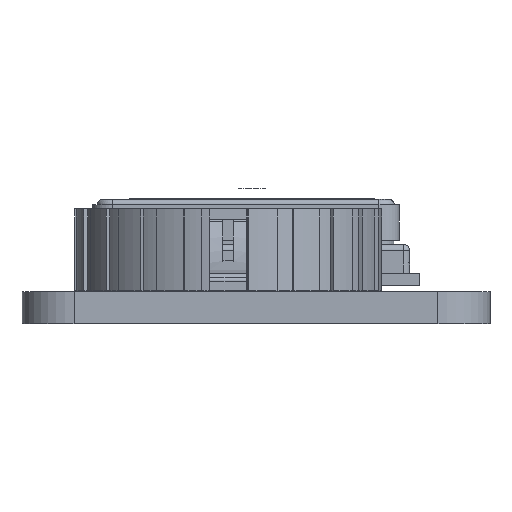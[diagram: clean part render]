
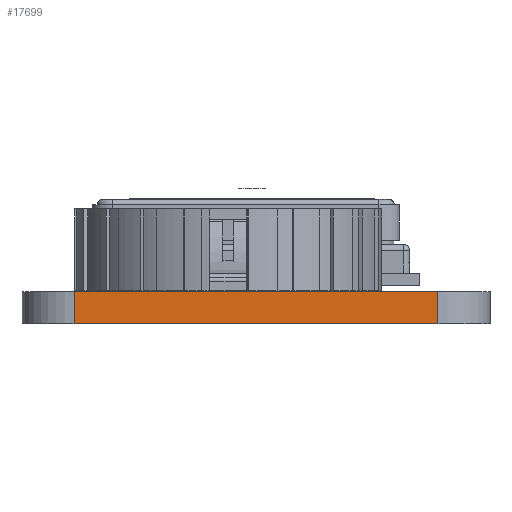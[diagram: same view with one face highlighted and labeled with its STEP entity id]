
A CAD part, left-side view. The second image highlights one B-rep face of the part: STEP entity #17699.
In plain terms, the highlighted planar face has unit normal (-1, 0, 0).
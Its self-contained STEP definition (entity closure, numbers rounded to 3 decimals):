
#353=PLANE('',#18930);
#1105=FACE_OUTER_BOUND('',#2064,.T.);
#2064=EDGE_LOOP('',(#12057,#12058,#12059,#12060));
#3208=LINE('',#25757,#5145);
#3209=LINE('',#25759,#5146);
#3210=LINE('',#25761,#5147);
#3211=LINE('',#25762,#5148);
#5145=VECTOR('',#20765,10.);
#5146=VECTOR('',#20766,10.);
#5147=VECTOR('',#20767,10.);
#5148=VECTOR('',#20768,10.);
#7723=VERTEX_POINT('',#25755);
#7724=VERTEX_POINT('',#25756);
#7725=VERTEX_POINT('',#25758);
#7726=VERTEX_POINT('',#25760);
#9465=EDGE_CURVE('',#7723,#7724,#3208,.T.);
#9466=EDGE_CURVE('',#7724,#7725,#3209,.T.);
#9467=EDGE_CURVE('',#7726,#7725,#3210,.T.);
#9468=EDGE_CURVE('',#7723,#7726,#3211,.T.);
#12057=ORIENTED_EDGE('',*,*,#9465,.T.);
#12058=ORIENTED_EDGE('',*,*,#9466,.T.);
#12059=ORIENTED_EDGE('',*,*,#9467,.F.);
#12060=ORIENTED_EDGE('',*,*,#9468,.F.);
#17699=ADVANCED_FACE('',(#1105),#353,.T.);
#18930=AXIS2_PLACEMENT_3D('',#25754,#20763,#20764);
#20763=DIRECTION('center_axis',(-1.,0.,0.));
#20764=DIRECTION('ref_axis',(0.,-1.,0.));
#20765=DIRECTION('',(0.,-1.,0.));
#20766=DIRECTION('',(0.,0.,1.));
#20767=DIRECTION('',(0.,-1.,0.));
#20768=DIRECTION('',(0.,0.,1.));
#25754=CARTESIAN_POINT('Origin',(0.,20.32,0.));
#25755=CARTESIAN_POINT('',(0.,20.32,0.));
#25756=CARTESIAN_POINT('',(0.,2.54,0.));
#25757=CARTESIAN_POINT('',(0.,20.32,0.));
#25758=CARTESIAN_POINT('',(0.,2.54,1.57));
#25759=CARTESIAN_POINT('',(0.,2.54,0.));
#25760=CARTESIAN_POINT('',(0.,20.32,1.57));
#25761=CARTESIAN_POINT('',(0.,20.32,1.57));
#25762=CARTESIAN_POINT('',(0.,20.32,0.));
